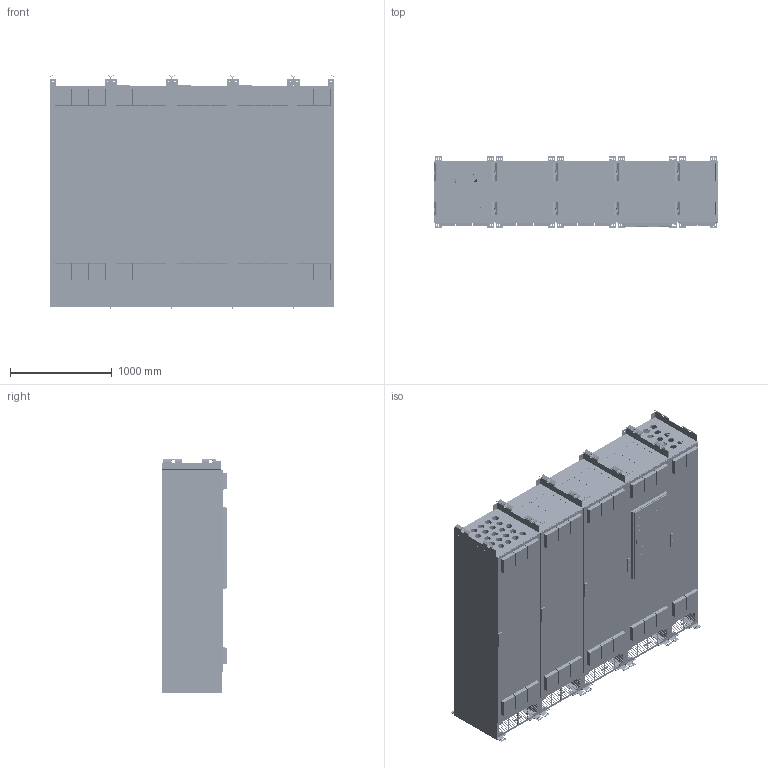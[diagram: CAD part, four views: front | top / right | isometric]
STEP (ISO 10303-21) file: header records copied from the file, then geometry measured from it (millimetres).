
FILE_DESCRIPTION(/* description */ (''),/* implementation_level */ '2;1');
FILE_NAME(/* name */ '181K4983.stp',/* time_stamp */ '2026-01-15T15:06:14+02:00',/* author */ (''),/* organization */ (''),/* preprocessor_version */ 'ST-DEVELOPER v20',/* originating_system */ 'SIEMENS PLM Software NX2312.3002',/* authorisation */ '');
FILE_SCHEMA (('AUTOMOTIVE_DESIGN { 1 0 10303 214 3 1 1 1 }'));
Products named in the file (16): 181K5012; 181K4899; 181K4889; 181K4911; 181K4895; 181K4904_527210ID; 181K4890; 181K4894; 181K4903; 181K5010; 181K4937; 181K5011; 181K4960; 181K4928; 181K4929; 181K4983
Assembly tree (19 placements, depth 3):
  181K4983
    181K4937
    181K4929  x2
      181K4903
      181K4894
      181K4890
    181K4928
      181K4904_527210ID
      181K4895
      181K4890
    181K4960
      181K4911
      181K4894
      181K4890
    181K5011
      181K4889
      181K4899
      181K5012
    181K5010
Bounding box: 2800 x 706.8 x 2302.5 mm (x, y, z)
Volume: 1516995555.4 mm3; surface area: 81200046.4 mm2
Topology: 17 solids, 58 shells, 7568 faces, 20862 edges, 13835 vertices
Faces by surface type: plane 6210, cylinder 880, torus 192, extrusion 168, cone 72, bspline 46
Full cylindrical faces by diameter (mm): 3 x5, 6.5 x10, 7 x9, 8 x1, 8.5 x4, 10 x24, 10.5 x41, 12 x12, 12.2 x22, 13 x32, 15 x12, 15.5 x72, 18 x20, 19.788 x5, 25.854 x2, 26 x6, 28 x1, 28.338 x1, 28.472 x1, 46 x40, 65 x38
Entity records: 230526 total; most frequent: CARTESIAN_POINT 43985, ORIENTED_EDGE 32152, DIRECTION 28687, EDGE_CURVE 16076, VECTOR 14031, LINE 13873, VERTEX_POINT 10942, EDGE_LOOP 8004
